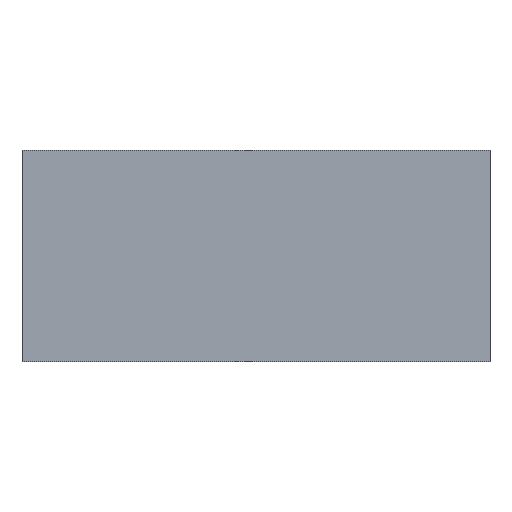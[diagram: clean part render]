
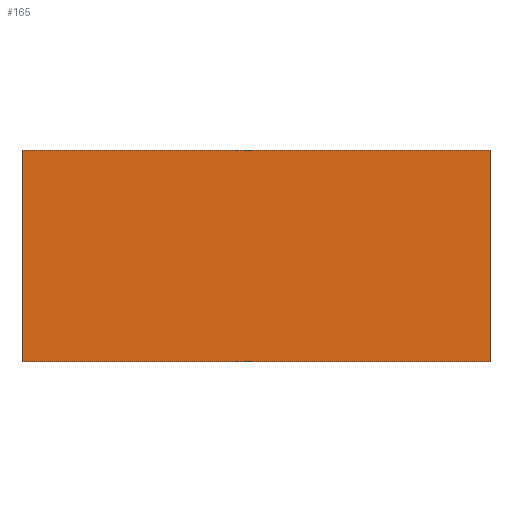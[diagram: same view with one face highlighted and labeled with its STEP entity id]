
A CAD part, front view. The second image highlights one B-rep face of the part: STEP entity #165.
In plain terms, the highlighted planar face has unit normal (0, -1, 0).
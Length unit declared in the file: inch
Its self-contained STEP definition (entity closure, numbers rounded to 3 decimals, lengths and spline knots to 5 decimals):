
#19=FACE_OUTER_BOUND('',#28,.T.);
#28=EDGE_LOOP('',(#130,#131,#132,#133));
#35=LINE('',#242,#56);
#45=LINE('',#261,#66);
#48=LINE('',#268,#69);
#49=LINE('',#269,#70);
#56=VECTOR('',#199,0.3937);
#66=VECTOR('',#213,0.3937);
#69=VECTOR('',#220,0.3937);
#70=VECTOR('',#221,0.3937);
#77=VERTEX_POINT('',#239);
#78=VERTEX_POINT('',#241);
#85=VERTEX_POINT('',#259);
#87=VERTEX_POINT('',#267);
#91=EDGE_CURVE('',#78,#77,#35,.T.);
#101=EDGE_CURVE('',#85,#77,#45,.T.);
#104=EDGE_CURVE('',#87,#85,#48,.T.);
#105=EDGE_CURVE('',#87,#78,#49,.T.);
#130=ORIENTED_EDGE('',*,*,#91,.T.);
#131=ORIENTED_EDGE('',*,*,#101,.F.);
#132=ORIENTED_EDGE('',*,*,#104,.F.);
#133=ORIENTED_EDGE('',*,*,#105,.T.);
#156=PLANE('',#188);
#165=ADVANCED_FACE('',(#19),#156,.T.);
#188=AXIS2_PLACEMENT_3D('',#266,#218,#219);
#199=DIRECTION('',(0.,0.,1.));
#213=DIRECTION('',(1.,0.,0.));
#218=DIRECTION('center_axis',(0.,-1.,0.));
#219=DIRECTION('ref_axis',(0.,0.,-1.));
#220=DIRECTION('',(0.,0.,1.));
#221=DIRECTION('',(1.,0.,0.));
#239=CARTESIAN_POINT('',(-28.5,3.,111.3125));
#241=CARTESIAN_POINT('',(-28.5,3.,95.3125));
#242=CARTESIAN_POINT('',(-28.5,3.,103.3125));
#259=CARTESIAN_POINT('',(-63.875,3.,111.3125));
#261=CARTESIAN_POINT('',(-63.875,3.,111.3125));
#266=CARTESIAN_POINT('Origin',(-63.875,3.,111.3125));
#267=CARTESIAN_POINT('',(-63.875,3.,95.3125));
#268=CARTESIAN_POINT('',(-63.875,3.,95.3125));
#269=CARTESIAN_POINT('',(-63.875,3.,95.3125));
